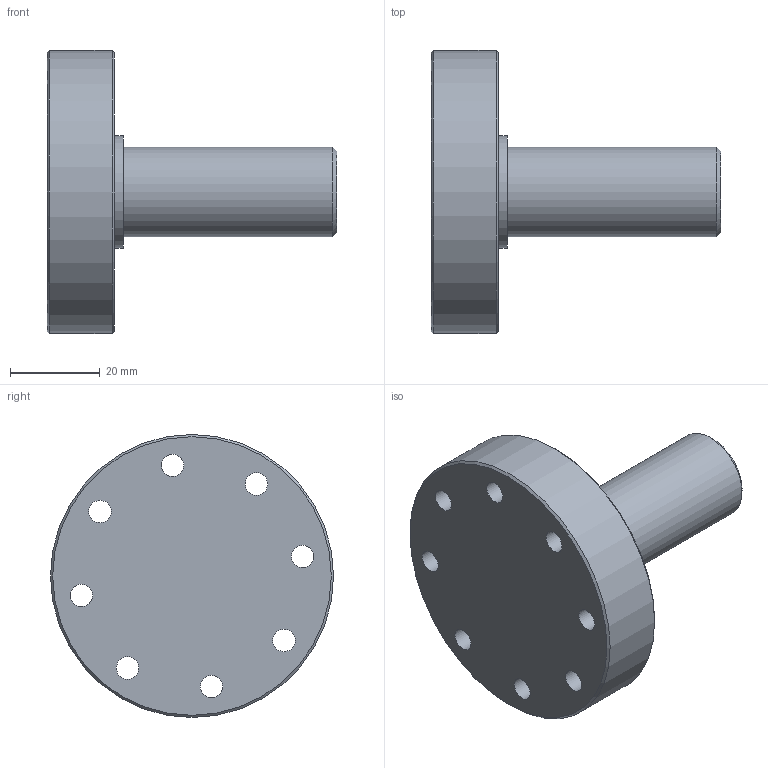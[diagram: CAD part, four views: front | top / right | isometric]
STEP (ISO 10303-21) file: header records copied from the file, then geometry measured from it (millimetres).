
FILE_DESCRIPTION(('STEP AP214'),'1');
FILE_NAME('BMR-041a ARBRE LIBRE.step','2016-02-18T20:15:46',(' '),(' '),'Spatial InterOp 3D',' ',' ');
FILE_SCHEMA(('automotive_design'));
Length unit declared in the file: millimetre
Products named in the file (1): ARBRE MOYEU LIBRE
Bounding box: 64.5 x 63 x 63 mm (x, y, z)
Volume: 59094.6 mm3; surface area: 14423.9 mm2
Topology: 1 solids, 1 shells, 21 faces, 56 edges, 39 vertices
Faces by surface type: cylinder 13, cone 4, plane 4
Full cylindrical faces by diameter (mm): 5 x8, 6.75 x2, 20 x1, 25 x1, 63 x1
Entity records: 715 total; most frequent: DIRECTION 100, CARTESIAN_POINT 79, EDGE_LOOP 56, ORIENTED_EDGE 56, AXIS2_PLACEMENT_3D 50, FACE_OUTER_BOUND 34, VERTEX_POINT 29, EDGE_CURVE 28
